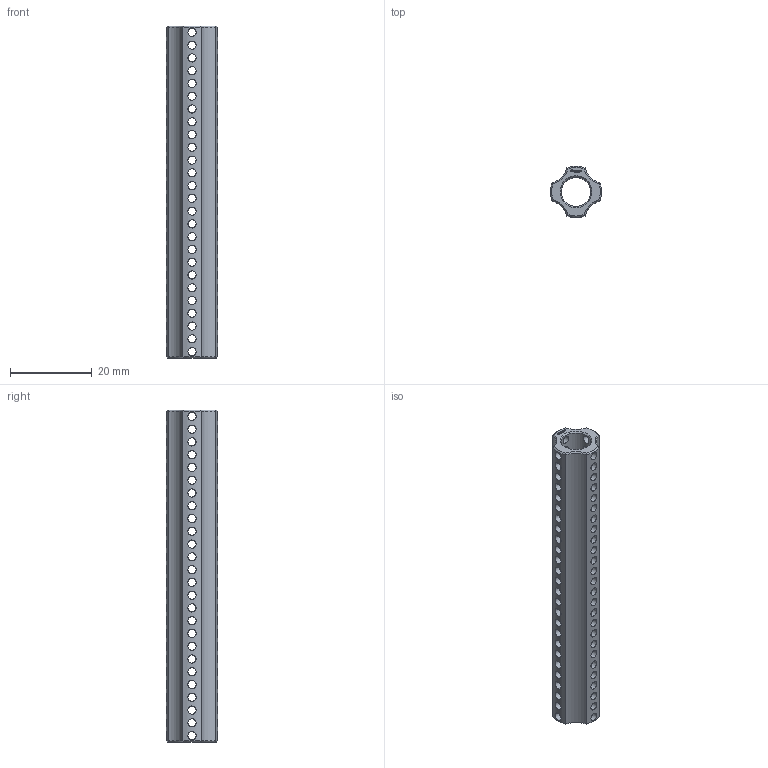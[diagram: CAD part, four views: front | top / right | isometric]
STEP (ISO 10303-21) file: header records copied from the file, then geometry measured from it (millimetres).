
FILE_DESCRIPTION(('FreeCAD Model'),'2;1');
FILE_NAME('Open CASCADE Shape Model','2024-02-18T17:24:49',(''),(''), 'Open CASCADE STEP processor 7.6','FreeCAD','Unknown');
FILE_SCHEMA(('AUTOMOTIVE_DESIGN { 1 0 10303 214 1 1 1 1 }'));
Length unit declared in the file: millimetre
Products named in the file (1): Power-Transmission Hub PLN IDX FRE BU06.50 - SPN-PTH-0125 
(stemfie.org)
Bounding box: 12.5 x 12.5 x 81.25 mm (x, y, z)
Volume: 4384.9 mm3; surface area: 6262.9 mm2
Topology: 1 solids, 1 shells, 582 faces, 1762 edges, 1186 vertices
Faces by surface type: plane 319, extrusion 132, cylinder 113, cone 18
Full cylindrical faces by diameter (mm): 2 x104, 7.2 x1
Entity records: 72670 total; most frequent: CARTESIAN_POINT 39939, DIRECTION 4876, VECTOR 3852, LINE 3720, ORIENTED_EDGE 3524, PCURVE 3524, DEFINITIONAL_REPRESENTATION 3524, EDGE_CURVE 1762
